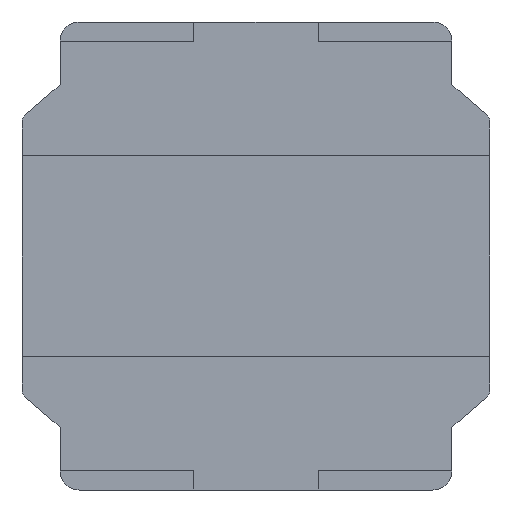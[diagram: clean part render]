
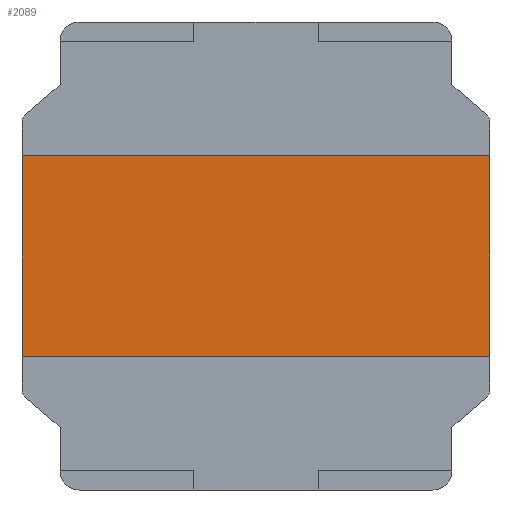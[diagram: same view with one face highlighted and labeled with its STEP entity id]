
A CAD part, front view. The second image highlights one B-rep face of the part: STEP entity #2089.
In plain terms, the highlighted planar face has unit normal (0, -1, 0).
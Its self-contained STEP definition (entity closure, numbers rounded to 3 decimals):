
#53 = PLANE ( 'NONE',  #958 ) ;
#105 = ORIENTED_EDGE ( 'NONE', *, *, #287, .F. ) ;
#157 = VERTEX_POINT ( 'NONE', #680 ) ;
#220 = DIRECTION ( 'NONE',  ( 0., -1., 0. ) ) ;
#287 = EDGE_CURVE ( 'NONE', #979, #1698, #1208, .T. ) ;
#381 = CARTESIAN_POINT ( 'NONE',  ( 0., 0.001, -1.4 ) ) ;
#384 = DIRECTION ( 'NONE',  ( 1., 0., 0. ) ) ;
#419 = LINE ( 'NONE', #710, #1693 ) ;
#448 = EDGE_LOOP ( 'NONE', ( #583, #1713, #865, #105 ) ) ;
#583 = ORIENTED_EDGE ( 'NONE', *, *, #1457, .T. ) ;
#600 = FACE_OUTER_BOUND ( 'NONE', #448, .T. ) ;
#680 = CARTESIAN_POINT ( 'NONE',  ( 4.9, 0.001, -3.5 ) ) ;
#710 = CARTESIAN_POINT ( 'NONE',  ( 0., 0.001, -3.5 ) ) ;
#865 = ORIENTED_EDGE ( 'NONE', *, *, #1025, .T. ) ;
#952 = DIRECTION ( 'NONE',  ( 0., 0., -1. ) ) ;
#958 = AXIS2_PLACEMENT_3D ( 'NONE', #2035, #220, #952 ) ;
#979 = VERTEX_POINT ( 'NONE', #381 ) ;
#1015 = VECTOR ( 'NONE', #384, 1000. ) ;
#1025 = EDGE_CURVE ( 'NONE', #157, #1698, #2048, .T. ) ;
#1056 = VERTEX_POINT ( 'NONE', #1458 ) ;
#1208 = LINE ( 'NONE', #1874, #1015 ) ;
#1216 = DIRECTION ( 'NONE',  ( 0., 0., 1. ) ) ;
#1219 = CARTESIAN_POINT ( 'NONE',  ( 0., 0.001, 0. ) ) ;
#1246 = VECTOR ( 'NONE', #1216, 1000. ) ;
#1367 = LINE ( 'NONE', #1219, #1912 ) ;
#1457 = EDGE_CURVE ( 'NONE', #979, #1056, #1367, .T. ) ;
#1458 = CARTESIAN_POINT ( 'NONE',  ( 0., 0.001, -3.5 ) ) ;
#1529 = DIRECTION ( 'NONE',  ( 0., 0., -1. ) ) ;
#1693 = VECTOR ( 'NONE', #1904, 1000. ) ;
#1698 = VERTEX_POINT ( 'NONE', #1942 ) ;
#1713 = ORIENTED_EDGE ( 'NONE', *, *, #2020, .T. ) ;
#1874 = CARTESIAN_POINT ( 'NONE',  ( 0., 0.001, -1.4 ) ) ;
#1904 = DIRECTION ( 'NONE',  ( 1., 0., 0. ) ) ;
#1912 = VECTOR ( 'NONE', #1529, 1000. ) ;
#1942 = CARTESIAN_POINT ( 'NONE',  ( 4.9, 0.001, -1.4 ) ) ;
#2020 = EDGE_CURVE ( 'NONE', #1056, #157, #419, .T. ) ;
#2035 = CARTESIAN_POINT ( 'NONE',  ( 0., 0.001, 0. ) ) ;
#2048 = LINE ( 'NONE', #2103, #1246 ) ;
#2089 = ADVANCED_FACE ( 'NONE', ( #600 ), #53, .T. ) ;
#2103 = CARTESIAN_POINT ( 'NONE',  ( 4.9, 0.001, 0. ) ) ;
